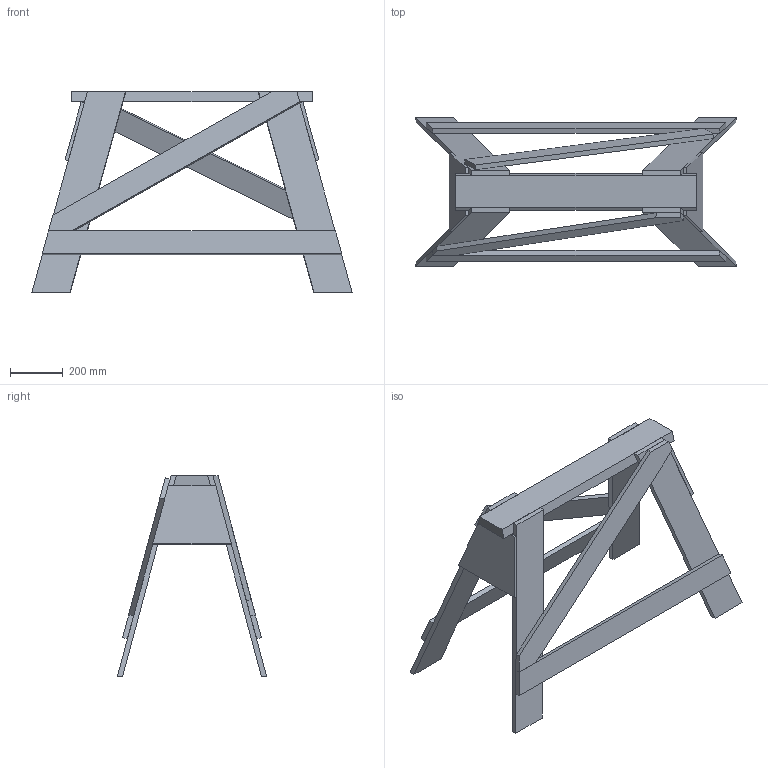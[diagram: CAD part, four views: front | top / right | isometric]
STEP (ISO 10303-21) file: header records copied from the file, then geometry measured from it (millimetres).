
FILE_DESCRIPTION( ( '' ), ' ' );
FILE_NAME( '5eb957642624ae14a9f551dd.step', '2020-05-11T13:47:17', ( '' ), ( '' ), ' ', ' ', ' ' );
FILE_SCHEMA( ( 'AUTOMOTIVE_DESIGN { 1 0 10303 214 1 1 1 1 }' ) );
Length unit declared in the file: metre
Products named in the file (11): brace 2 (simple); brace 1 (fancy); stretcher 2; stretcher 1; gusset 2; gusset 1; leg 4; leg 3; leg 2; leg 1; top
Bounding box: 1217.16 x 567.08 x 762 mm (x, y, z)
Volume: 21851715.1 mm3; surface area: 2561067.7 mm2
Topology: 11 solids, 11 shells, 68 faces, 138 edges, 92 vertices
Faces by surface type: plane 68
Entity records: 2402 total; most frequent: CARTESIAN_POINT 309, DIRECTION 296, ORIENTED_EDGE 276, EDGE_CURVE 138, LINE 138, VECTOR 138, VERTEX_POINT 92, AXIS2_PLACEMENT_3D 79
